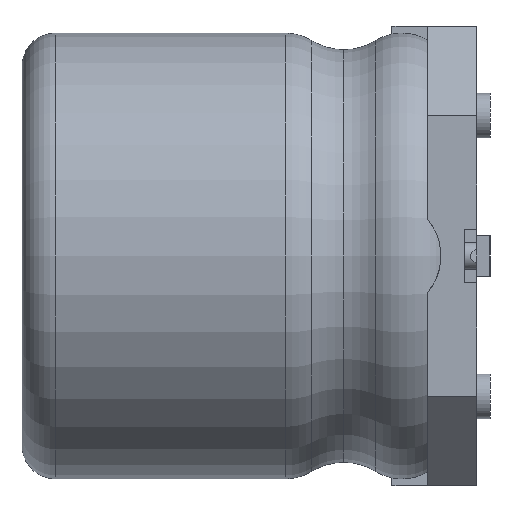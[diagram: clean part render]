
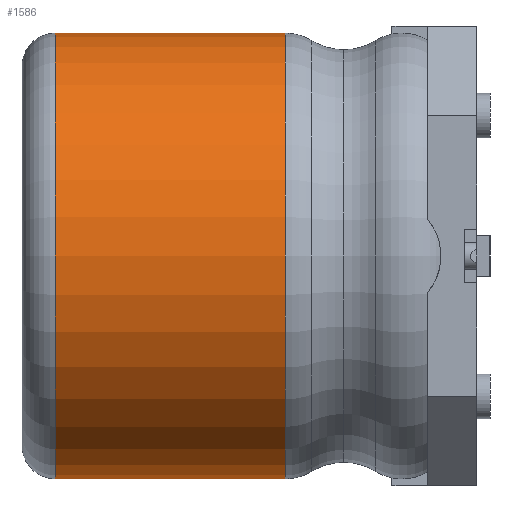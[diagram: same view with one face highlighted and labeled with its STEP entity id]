
A CAD part, left-side view. The second image highlights one B-rep face of the part: STEP entity #1586.
In plain terms, the highlighted cylindrical face has radius 5 mm (diameter 10 mm), a partial arc.
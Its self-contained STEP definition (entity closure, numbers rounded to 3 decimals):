
#40 = EDGE_CURVE ( 'NONE', #646, #325, #589, .T. ) ;
#53 = DIRECTION ( 'NONE',  ( 0., 1., 0. ) ) ;
#97 = LINE ( 'NONE', #2889, #1058 ) ;
#302 = ORIENTED_EDGE ( 'NONE', *, *, #40, .T. ) ;
#307 = CARTESIAN_POINT ( 'NONE',  ( 0., 9.75, -5. ) ) ;
#316 = CARTESIAN_POINT ( 'NONE',  ( 0., 9.75, 5. ) ) ;
#325 = VERTEX_POINT ( 'NONE', #1239 ) ;
#436 = FACE_OUTER_BOUND ( 'NONE', #500, .T. ) ;
#444 = CYLINDRICAL_SURFACE ( 'NONE', #2898, 5. ) ;
#500 = EDGE_LOOP ( 'NONE', ( #2749, #302, #566, #2493 ) ) ;
#566 = ORIENTED_EDGE ( 'NONE', *, *, #2438, .T. ) ;
#589 = CIRCLE ( 'NONE', #2489, 5. ) ;
#605 = VERTEX_POINT ( 'NONE', #307 ) ;
#646 = VERTEX_POINT ( 'NONE', #1234 ) ;
#758 = CARTESIAN_POINT ( 'NONE',  ( 0., 9.75, 0. ) ) ;
#759 = DIRECTION ( 'NONE',  ( 0., 0., 1. ) ) ;
#802 = AXIS2_PLACEMENT_3D ( 'NONE', #758, #1608, #759 ) ;
#989 = EDGE_CURVE ( 'NONE', #605, #1667, #1350, .T. ) ;
#1053 = CARTESIAN_POINT ( 'NONE',  ( 0., 10.5, 0. ) ) ;
#1058 = VECTOR ( 'NONE', #53, 1000. ) ;
#1124 = DIRECTION ( 'NONE',  ( 0., 0., 1. ) ) ;
#1234 = CARTESIAN_POINT ( 'NONE',  ( 0., 4.59, -5. ) ) ;
#1239 = CARTESIAN_POINT ( 'NONE',  ( 0., 4.59, 5. ) ) ;
#1246 = CARTESIAN_POINT ( 'NONE',  ( 0., 10.5, 5. ) ) ;
#1250 = VECTOR ( 'NONE', #1264, 1000. ) ;
#1264 = DIRECTION ( 'NONE',  ( 0., 1., 0. ) ) ;
#1315 = LINE ( 'NONE', #1246, #1250 ) ;
#1350 = CIRCLE ( 'NONE', #802, 5. ) ;
#1586 = ADVANCED_FACE ( 'NONE', ( #436 ), #444, .T. ) ;
#1608 = DIRECTION ( 'NONE',  ( 0., 1., 0. ) ) ;
#1667 = VERTEX_POINT ( 'NONE', #316 ) ;
#1694 = DIRECTION ( 'NONE',  ( 0., 1., 0. ) ) ;
#2155 = DIRECTION ( 'NONE',  ( 0., 0., 1. ) ) ;
#2204 = DIRECTION ( 'NONE',  ( 0., 1., 0. ) ) ;
#2438 = EDGE_CURVE ( 'NONE', #325, #1667, #1315, .T. ) ;
#2489 = AXIS2_PLACEMENT_3D ( 'NONE', #2542, #2204, #1124 ) ;
#2493 = ORIENTED_EDGE ( 'NONE', *, *, #989, .F. ) ;
#2542 = CARTESIAN_POINT ( 'NONE',  ( 0., 4.59, 0. ) ) ;
#2749 = ORIENTED_EDGE ( 'NONE', *, *, #2940, .F. ) ;
#2889 = CARTESIAN_POINT ( 'NONE',  ( 0., 10.5, -5. ) ) ;
#2898 = AXIS2_PLACEMENT_3D ( 'NONE', #1053, #1694, #2155 ) ;
#2940 = EDGE_CURVE ( 'NONE', #646, #605, #97, .T. ) ;
